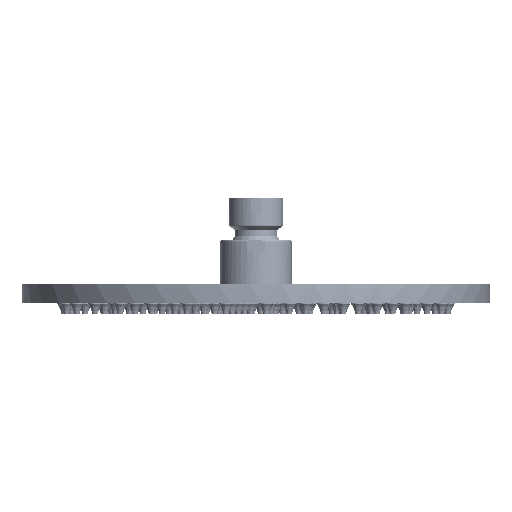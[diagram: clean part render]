
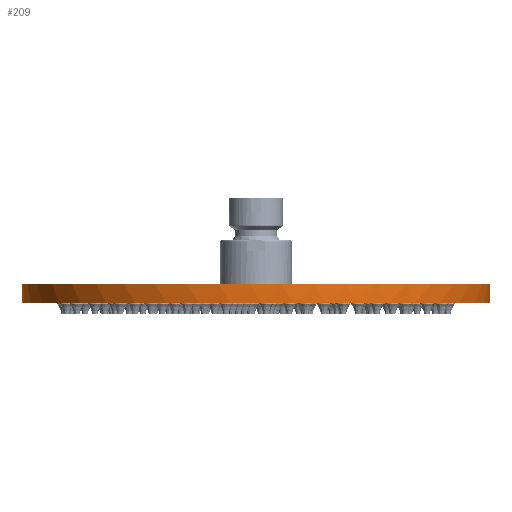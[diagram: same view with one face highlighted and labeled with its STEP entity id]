
A CAD part, front view. The second image highlights one B-rep face of the part: STEP entity #209.
In plain terms, the highlighted cylindrical face has radius 100 mm (diameter 200 mm), a partial arc.
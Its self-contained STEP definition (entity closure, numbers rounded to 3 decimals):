
#209=ADVANCED_FACE('',(#4441),#54379,.T.);
#4441=FACE_OUTER_BOUND('',#7883,.T.);
#7883=EDGE_LOOP('',(#12214,#12215,#12216,#12217));
#12214=ORIENTED_EDGE('',*,*,#29618,.T.);
#12215=ORIENTED_EDGE('',*,*,#29615,.F.);
#12216=ORIENTED_EDGE('',*,*,#29619,.T.);
#12217=ORIENTED_EDGE('',*,*,#29617,.F.);
#29615=EDGE_CURVE('',#47402,#47210,#38412,.T.);
#29617=EDGE_CURVE('',#47211,#47403,#38413,.T.);
#29618=EDGE_CURVE('',#47211,#47210,#41044,.T.);
#29619=EDGE_CURVE('',#47402,#47403,#41045,.T.);
#38412=B_SPLINE_CURVE_WITH_KNOTS('',1,(#62040,#62041),.UNSPECIFIED.,.F.,
 .F.,(2,2),(-8.,0.),.UNSPECIFIED.);
#38413=B_SPLINE_CURVE_WITH_KNOTS('',1,(#62047,#62048),.UNSPECIFIED.,.F.,
 .F.,(2,2),(-8.,0.),.UNSPECIFIED.);
#41044=(
BOUNDED_CURVE()
B_SPLINE_CURVE(2,(#62049,#62050,#62051,#62052,#62053),.UNSPECIFIED.,.F.,
 .F.)
B_SPLINE_CURVE_WITH_KNOTS((3,2,3),(-314.159,-157.08,0.),
 .UNSPECIFIED.)
CURVE()
GEOMETRIC_REPRESENTATION_ITEM()
RATIONAL_B_SPLINE_CURVE((1.,0.707,1.,0.707,1.))
REPRESENTATION_ITEM('')
);
#41045=(
BOUNDED_CURVE()
B_SPLINE_CURVE(2,(#62054,#62055,#62056,#62057,#62058),.UNSPECIFIED.,.F.,
 .F.)
B_SPLINE_CURVE_WITH_KNOTS((3,2,3),(-314.159,-157.08,0.),
 .UNSPECIFIED.)
CURVE()
GEOMETRIC_REPRESENTATION_ITEM()
RATIONAL_B_SPLINE_CURVE((1.,0.707,1.,0.707,1.))
REPRESENTATION_ITEM('')
);
#47210=VERTEX_POINT('',#61511);
#47211=VERTEX_POINT('',#61512);
#47402=VERTEX_POINT('',#61703);
#47403=VERTEX_POINT('',#61704);
#54379=CYLINDRICAL_SURFACE('',#56741,100.);
#56741=AXIS2_PLACEMENT_3D('',#60956,#58827,$);
#58827=DIRECTION('',(0.,1.,0.));
#60956=CARTESIAN_POINT('',(0.,4.,0.));
#61511=CARTESIAN_POINT('',(100.,0.,0.));
#61512=CARTESIAN_POINT('',(-100.,0.,0.));
#61703=CARTESIAN_POINT('',(100.,8.,0.));
#61704=CARTESIAN_POINT('',(-100.,8.,0.));
#62040=CARTESIAN_POINT('',(100.,8.,0.));
#62041=CARTESIAN_POINT('',(100.,0.,0.));
#62047=CARTESIAN_POINT('',(-100.,0.,0.));
#62048=CARTESIAN_POINT('',(-100.,8.,0.));
#62049=CARTESIAN_POINT('',(-100.,0.,0.));
#62050=CARTESIAN_POINT('',(-100.,0.,100.));
#62051=CARTESIAN_POINT('',(0.,0.,100.));
#62052=CARTESIAN_POINT('',(100.,0.,100.));
#62053=CARTESIAN_POINT('',(100.,0.,0.));
#62054=CARTESIAN_POINT('',(100.,8.,0.));
#62055=CARTESIAN_POINT('',(100.,8.,100.));
#62056=CARTESIAN_POINT('',(0.,8.,100.));
#62057=CARTESIAN_POINT('',(-100.,8.,100.));
#62058=CARTESIAN_POINT('',(-100.,8.,0.));
